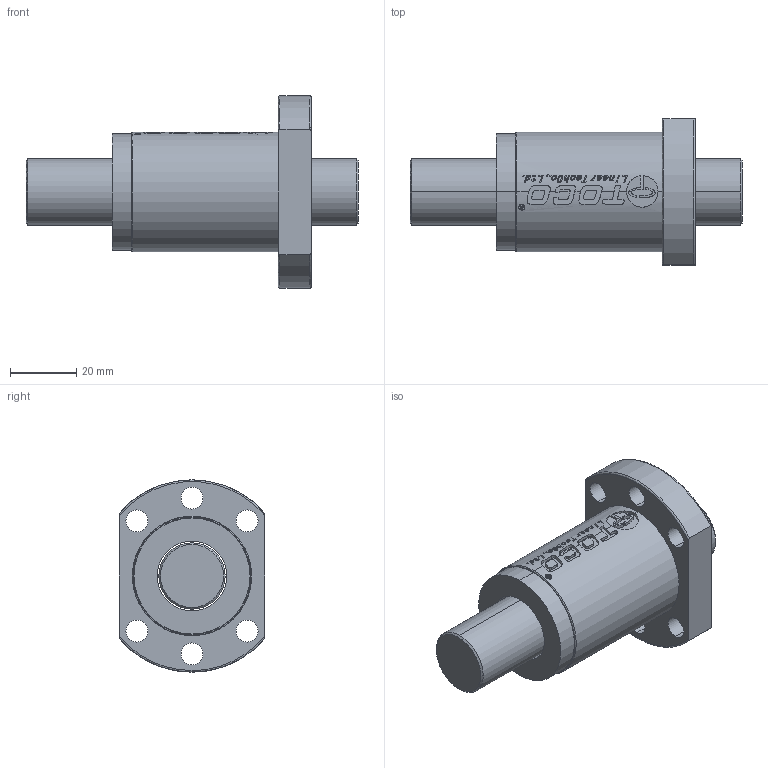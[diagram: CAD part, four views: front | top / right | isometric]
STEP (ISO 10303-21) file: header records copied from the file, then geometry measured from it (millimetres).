
FILE_DESCRIPTION (( 'STEP AP203' ), '1' );
FILE_NAME ('SFS02010.STEP', '2019-04-04T06:45:11', ( '' ), ( '' ), 'SwSTEP 2.0', 'SolidWorks 2015', '' );
FILE_SCHEMA (( 'CONFIG_CONTROL_DESIGN' ));
Length unit declared in the file: millimetre
Products named in the file (1): SFS02010
Bounding box: 100.15 x 44 x 58 mm (x, y, z)
Volume: 81405.7 mm3; surface area: 26877.4 mm2
Topology: 4 solids, 4 shells, 687 faces, 1935 edges, 1288 vertices
Faces by surface type: plane 607, cylinder 47, bspline 29, cone 4
Entity records: 23883 total; most frequent: CARTESIAN_POINT 7581, ORIENTED_EDGE 3870, DIRECTION 2793, EDGE_CURVE 1935, VERTEX_POINT 1288, VECTOR 1287, LINE 1287, AXIS2_PLACEMENT_3D 753
